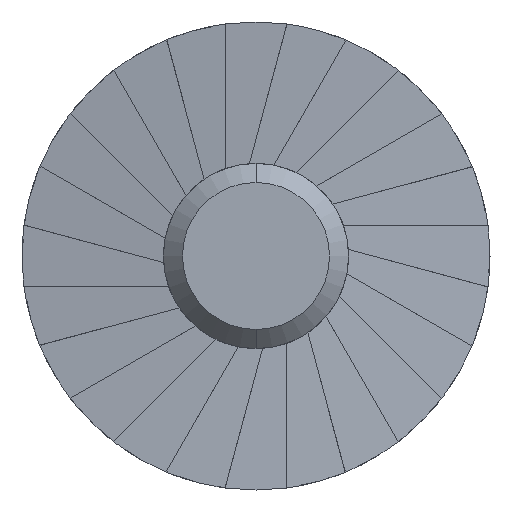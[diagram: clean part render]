
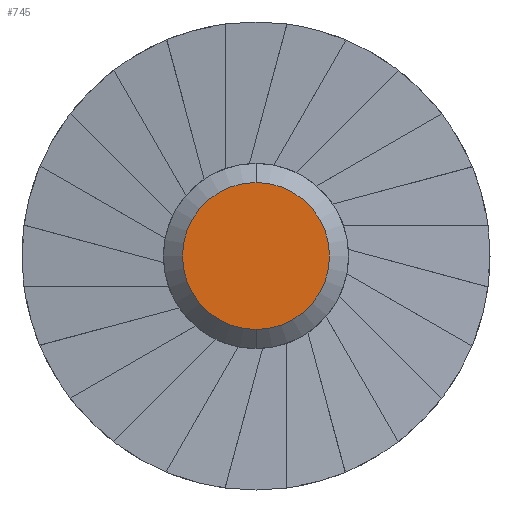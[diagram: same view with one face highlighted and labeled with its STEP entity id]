
A CAD part, front view. The second image highlights one B-rep face of the part: STEP entity #745.
In plain terms, the highlighted planar face has unit normal (0, -1, 0).
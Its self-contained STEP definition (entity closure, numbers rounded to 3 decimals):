
#173 = AXIS2_PLACEMENT_3D ( 'NONE', #1691, #1023, #602 ) ;
#212 = DIRECTION ( 'NONE',  ( 0., 0., 1. ) ) ;
#602 = DIRECTION ( 'NONE',  ( 0., 0., 1. ) ) ;
#745 = ADVANCED_FACE ( 'NONE', ( #1878 ), #2435, .F. ) ;
#1023 = DIRECTION ( 'NONE',  ( 0., 1., 0. ) ) ;
#1140 = EDGE_LOOP ( 'NONE', ( #2689, #2051 ) ) ;
#1183 = VERTEX_POINT ( 'NONE', #1962 ) ;
#1215 = AXIS2_PLACEMENT_3D ( 'NONE', #1306, #2675, #212 ) ;
#1293 = DIRECTION ( 'NONE',  ( 0., 1., 0. ) ) ;
#1306 = CARTESIAN_POINT ( 'NONE',  ( 0., 0., 0. ) ) ;
#1409 = CIRCLE ( 'NONE', #173, 2.78 ) ;
#1547 = EDGE_CURVE ( 'NONE', #1183, #2484, #1409, .T. ) ;
#1618 = EDGE_CURVE ( 'NONE', #2484, #1183, #2489, .T. ) ;
#1691 = CARTESIAN_POINT ( 'NONE',  ( 0., 0., 0. ) ) ;
#1854 = AXIS2_PLACEMENT_3D ( 'NONE', #2163, #1293, #2132 ) ;
#1878 = FACE_OUTER_BOUND ( 'NONE', #1140, .T. ) ;
#1962 = CARTESIAN_POINT ( 'NONE',  ( 0., 0., 2.78 ) ) ;
#2051 = ORIENTED_EDGE ( 'NONE', *, *, #1618, .F. ) ;
#2122 = CARTESIAN_POINT ( 'NONE',  ( 0., 0., -2.78 ) ) ;
#2132 = DIRECTION ( 'NONE',  ( 0., 0., 1. ) ) ;
#2163 = CARTESIAN_POINT ( 'NONE',  ( 0., 0., 0. ) ) ;
#2435 = PLANE ( 'NONE',  #1215 ) ;
#2484 = VERTEX_POINT ( 'NONE', #2122 ) ;
#2489 = CIRCLE ( 'NONE', #1854, 2.78 ) ;
#2675 = DIRECTION ( 'NONE',  ( 0., 1., 0. ) ) ;
#2689 = ORIENTED_EDGE ( 'NONE', *, *, #1547, .F. ) ;
